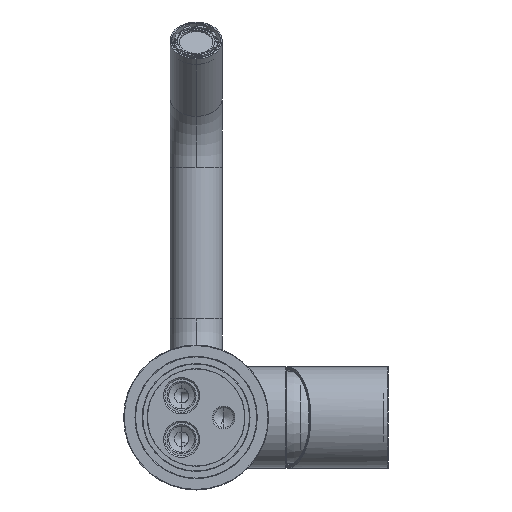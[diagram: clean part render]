
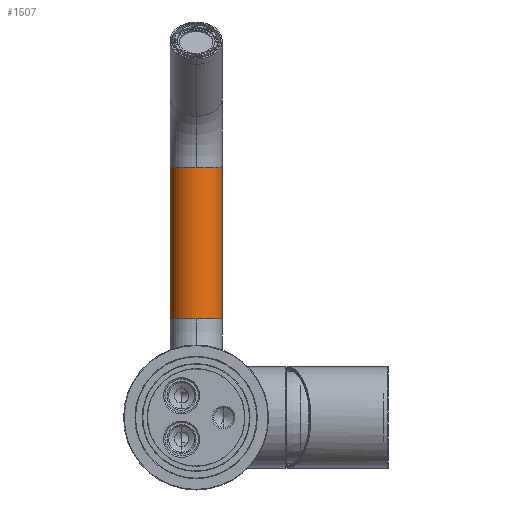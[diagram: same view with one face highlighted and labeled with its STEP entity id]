
A CAD part, front view. The second image highlights one B-rep face of the part: STEP entity #1507.
In plain terms, the highlighted cylindrical face has radius 9 mm (diameter 18 mm), a partial arc.
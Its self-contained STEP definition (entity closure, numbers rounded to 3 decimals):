
#58 = CARTESIAN_POINT ( 'NONE',  ( -86.159, 150., 9. ) ) ;
#82 = CARTESIAN_POINT ( 'NONE',  ( -86.159, 150., -9. ) ) ;
#161 = CARTESIAN_POINT ( 'NONE',  ( -86.159, 150., 9. ) ) ;
#571 = EDGE_CURVE ( 'NONE', #11855, #3978, #3894, .T. ) ;
#652 = ORIENTED_EDGE ( 'NONE', *, *, #6028, .T. ) ;
#860 = AXIS2_PLACEMENT_3D ( 'NONE', #10503, #7739, #9736 ) ;
#1011 = DIRECTION ( 'NONE',  ( 0., 1., 0. ) ) ;
#1193 = CARTESIAN_POINT ( 'NONE',  ( -34., 150., -9. ) ) ;
#1507 = ADVANCED_FACE ( 'NONE', ( #8269 ), #12094, .T. ) ;
#1658 = VERTEX_POINT ( 'NONE', #1193 ) ;
#1983 = EDGE_CURVE ( 'NONE', #4830, #7657, #8780, .T. ) ;
#2499 = CARTESIAN_POINT ( 'NONE',  ( -86.159, 150., -9. ) ) ;
#2514 = ORIENTED_EDGE ( 'NONE', *, *, #571, .F. ) ;
#2524 = CARTESIAN_POINT ( 'NONE',  ( -34., 141., 0. ) ) ;
#2664 = CARTESIAN_POINT ( 'NONE',  ( -86.159, 141., 0. ) ) ;
#3086 = EDGE_CURVE ( 'NONE', #11590, #11855, #8740, .T. ) ;
#3189 = CARTESIAN_POINT ( 'NONE',  ( -34., 150., 9. ) ) ;
#3497 = CARTESIAN_POINT ( 'NONE',  ( -86.159, 150., 0. ) ) ;
#3574 = ORIENTED_EDGE ( 'NONE', *, *, #10085, .T. ) ;
#3585 = VECTOR ( 'NONE', #11506, 1000. ) ;
#3659 = CIRCLE ( 'NONE', #860, 9. ) ;
#3751 = AXIS2_PLACEMENT_3D ( 'NONE', #7932, #6116, #11771 ) ;
#3863 = ORIENTED_EDGE ( 'NONE', *, *, #1983, .T. ) ;
#3894 = CIRCLE ( 'NONE', #4705, 9. ) ;
#3978 = VERTEX_POINT ( 'NONE', #2524 ) ;
#3998 = DIRECTION ( 'NONE',  ( 1., 0., 0. ) ) ;
#4705 = AXIS2_PLACEMENT_3D ( 'NONE', #6940, #3998, #8820 ) ;
#4830 = VERTEX_POINT ( 'NONE', #2664 ) ;
#5910 = CARTESIAN_POINT ( 'NONE',  ( -34., 150., 0. ) ) ;
#5970 = AXIS2_PLACEMENT_3D ( 'NONE', #3497, #7327, #10609 ) ;
#5971 = AXIS2_PLACEMENT_3D ( 'NONE', #5910, #7648, #1011 ) ;
#6028 = EDGE_CURVE ( 'NONE', #11590, #4830, #3659, .T. ) ;
#6116 = DIRECTION ( 'NONE',  ( 1., 0., 0. ) ) ;
#6335 = DIRECTION ( 'NONE',  ( 1., 0., 0. ) ) ;
#6398 = LINE ( 'NONE', #2499, #10375 ) ;
#6940 = CARTESIAN_POINT ( 'NONE',  ( -34., 150., 0. ) ) ;
#6963 = CIRCLE ( 'NONE', #5971, 9. ) ;
#7291 = ORIENTED_EDGE ( 'NONE', *, *, #3086, .F. ) ;
#7327 = DIRECTION ( 'NONE',  ( 1., 0., 0. ) ) ;
#7648 = DIRECTION ( 'NONE',  ( 1., 0., 0. ) ) ;
#7657 = VERTEX_POINT ( 'NONE', #82 ) ;
#7739 = DIRECTION ( 'NONE',  ( 1., 0., 0. ) ) ;
#7932 = CARTESIAN_POINT ( 'NONE',  ( -86.159, 150., 0. ) ) ;
#8269 = FACE_OUTER_BOUND ( 'NONE', #12012, .T. ) ;
#8291 = ORIENTED_EDGE ( 'NONE', *, *, #12060, .F. ) ;
#8740 = LINE ( 'NONE', #161, #3585 ) ;
#8780 = CIRCLE ( 'NONE', #3751, 9. ) ;
#8820 = DIRECTION ( 'NONE',  ( 0., 1., 0. ) ) ;
#9736 = DIRECTION ( 'NONE',  ( 0., 1., 0. ) ) ;
#10085 = EDGE_CURVE ( 'NONE', #7657, #1658, #6398, .T. ) ;
#10375 = VECTOR ( 'NONE', #6335, 1000. ) ;
#10503 = CARTESIAN_POINT ( 'NONE',  ( -86.159, 150., 0. ) ) ;
#10609 = DIRECTION ( 'NONE',  ( 0., 0., -1. ) ) ;
#11506 = DIRECTION ( 'NONE',  ( 1., 0., 0. ) ) ;
#11590 = VERTEX_POINT ( 'NONE', #58 ) ;
#11771 = DIRECTION ( 'NONE',  ( 0., 1., 0. ) ) ;
#11855 = VERTEX_POINT ( 'NONE', #3189 ) ;
#12012 = EDGE_LOOP ( 'NONE', ( #7291, #652, #3863, #3574, #8291, #2514 ) ) ;
#12060 = EDGE_CURVE ( 'NONE', #3978, #1658, #6963, .T. ) ;
#12094 = CYLINDRICAL_SURFACE ( 'NONE', #5970, 9. ) ;
